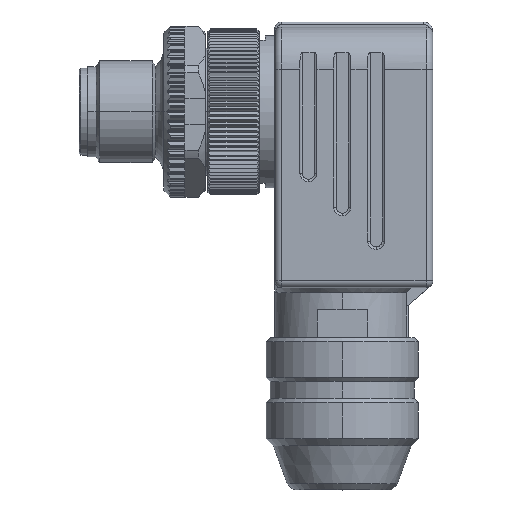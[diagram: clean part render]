
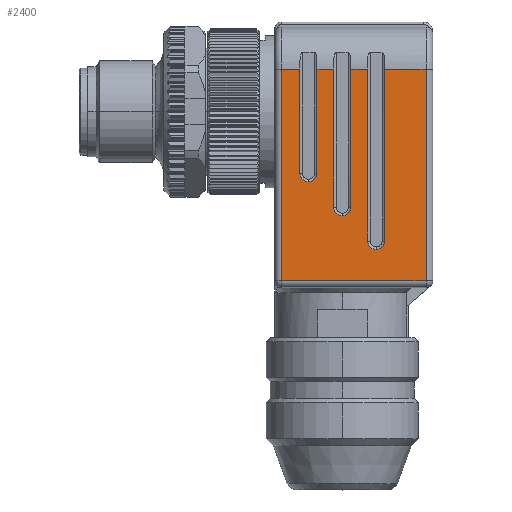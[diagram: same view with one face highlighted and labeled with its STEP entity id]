
A CAD part, top view. The second image highlights one B-rep face of the part: STEP entity #2400.
In plain terms, the highlighted face is planar.
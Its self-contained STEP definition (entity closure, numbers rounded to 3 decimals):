
#900=CARTESIAN_POINT('',(-39.3,-10.,20.8));
#910=DIRECTION('',(0.,-1.,0.));
#920=DIRECTION('',(0.,0.,-1.));
#930=AXIS2_PLACEMENT_3D('',#900,#910,#920);
#940=PLANE('',#930);
#950=CARTESIAN_POINT('',(-23.9,-10.,-10.));
#960=DIRECTION('',(0.,0.,-1.));
#970=VECTOR('',#960,1.);
#980=LINE('',#950,#970);
#990=CARTESIAN_POINT('',(-23.9,-10.,20.));
#1000=VERTEX_POINT('',#990);
#1010=CARTESIAN_POINT('',(-23.9,-10.,-5.));
#1020=VERTEX_POINT('',#1010);
#1030=EDGE_CURVE('',#1000,#1020,#980,.T.);
#1040=ORIENTED_EDGE('',*,*,#1030,.F.);
#1050=CARTESIAN_POINT('',(-39.3,-10.,-5.));
#1060=DIRECTION('',(1.,0.,0.));
#1070=VECTOR('',#1060,1.);
#1080=LINE('',#1050,#1070);
#1090=CARTESIAN_POINT('',(-26.1,-10.,-5.));
#1100=VERTEX_POINT('',#1090);
#1110=EDGE_CURVE('',#1100,#1020,#1080,.T.);
#1120=ORIENTED_EDGE('',*,*,#1110,.T.);
#1130=CARTESIAN_POINT('',(-26.1,-10.,-6.7));
#1140=DIRECTION('',(0.,0.,1.));
#1150=VECTOR('',#1140,1.);
#1160=LINE('',#1130,#1150);
#1170=CARTESIAN_POINT('',(-26.1,-10.,7.3));
#1180=VERTEX_POINT('',#1170);
#1190=EDGE_CURVE('',#1100,#1180,#1160,.T.);
#1200=ORIENTED_EDGE('',*,*,#1190,.F.);
#1210=CARTESIAN_POINT('',(-27.1,-10.,7.3));
#1220=DIRECTION('',(0.,-1.,0.));
#1230=DIRECTION('',(0.,0.,1.));
#1240=AXIS2_PLACEMENT_3D('',#1210,#1220,#1230);
#1250=CIRCLE('',#1240,1.);
#1260=CARTESIAN_POINT('',(-27.1,-10.,8.3));
#1270=VERTEX_POINT('',#1260);
#1280=EDGE_CURVE('',#1180,#1270,#1250,.T.);
#1290=ORIENTED_EDGE('',*,*,#1280,.F.);
#1300=CARTESIAN_POINT('',(-28.1,-10.,7.3));
#1310=VERTEX_POINT('',#1300);
#1320=EDGE_CURVE('',#1270,#1310,#1250,.T.);
#1330=ORIENTED_EDGE('',*,*,#1320,.F.);
#1340=CARTESIAN_POINT('',(-28.1,-10.,-6.7));
#1350=DIRECTION('',(0.,0.,1.));
#1360=VECTOR('',#1350,1.);
#1370=LINE('',#1340,#1360);
#1380=CARTESIAN_POINT('',(-28.1,-10.,-5.));
#1390=VERTEX_POINT('',#1380);
#1400=EDGE_CURVE('',#1390,#1310,#1370,.T.);
#1410=ORIENTED_EDGE('',*,*,#1400,.T.);
#1420=CARTESIAN_POINT('',(-39.3,-10.,-5.));
#1430=DIRECTION('',(1.,0.,0.));
#1440=VECTOR('',#1430,1.);
#1450=LINE('',#1420,#1440);
#1460=CARTESIAN_POINT('',(-30.1,-10.,-5.));
#1470=VERTEX_POINT('',#1460);
#1480=EDGE_CURVE('',#1470,#1390,#1450,.T.);
#1490=ORIENTED_EDGE('',*,*,#1480,.T.);
#1500=CARTESIAN_POINT('',(-30.1,-10.,-2.7));
#1510=DIRECTION('',(0.,0.,1.));
#1520=VECTOR('',#1510,1.);
#1530=LINE('',#1500,#1520);
#1540=CARTESIAN_POINT('',(-30.1,-10.,11.3));
#1550=VERTEX_POINT('',#1540);
#1560=EDGE_CURVE('',#1470,#1550,#1530,.T.);
#1570=ORIENTED_EDGE('',*,*,#1560,.F.);
#1580=CARTESIAN_POINT('',(-31.1,-10.,11.3));
#1590=DIRECTION('',(0.,-1.,0.));
#1600=DIRECTION('',(0.,0.,1.));
#1610=AXIS2_PLACEMENT_3D('',#1580,#1590,#1600);
#1620=CIRCLE('',#1610,1.);
#1630=CARTESIAN_POINT('',(-31.1,-10.,12.3));
#1640=VERTEX_POINT('',#1630);
#1650=EDGE_CURVE('',#1550,#1640,#1620,.T.);
#1660=ORIENTED_EDGE('',*,*,#1650,.F.);
#1670=CARTESIAN_POINT('',(-32.1,-10.,11.3));
#1680=VERTEX_POINT('',#1670);
#1690=EDGE_CURVE('',#1640,#1680,#1620,.T.);
#1700=ORIENTED_EDGE('',*,*,#1690,.F.);
#1710=CARTESIAN_POINT('',(-32.1,-10.,-2.7));
#1720=DIRECTION('',(0.,0.,1.));
#1730=VECTOR('',#1720,1.);
#1740=LINE('',#1710,#1730);
#1750=CARTESIAN_POINT('',(-32.1,-10.,-5.));
#1760=VERTEX_POINT('',#1750);
#1770=EDGE_CURVE('',#1760,#1680,#1740,.T.);
#1780=ORIENTED_EDGE('',*,*,#1770,.T.);
#1790=CARTESIAN_POINT('',(-39.3,-10.,-5.));
#1800=DIRECTION('',(1.,0.,0.));
#1810=VECTOR('',#1800,1.);
#1820=LINE('',#1790,#1810);
#1830=CARTESIAN_POINT('',(-34.1,-10.,-5.));
#1840=VERTEX_POINT('',#1830);
#1850=EDGE_CURVE('',#1840,#1760,#1820,.T.);
#1860=ORIENTED_EDGE('',*,*,#1850,.T.);
#1870=CARTESIAN_POINT('',(-34.1,-10.,1.3));
#1880=DIRECTION('',(0.,0.,1.));
#1890=VECTOR('',#1880,1.);
#1900=LINE('',#1870,#1890);
#1910=CARTESIAN_POINT('',(-34.1,-10.,15.3));
#1920=VERTEX_POINT('',#1910);
#1930=EDGE_CURVE('',#1840,#1920,#1900,.T.);
#1940=ORIENTED_EDGE('',*,*,#1930,.F.);
#1950=CARTESIAN_POINT('',(-35.1,-10.,15.3));
#1960=DIRECTION('',(0.,-1.,0.));
#1970=DIRECTION('',(0.,0.,1.));
#1980=AXIS2_PLACEMENT_3D('',#1950,#1960,#1970);
#1990=CIRCLE('',#1980,1.);
#2000=CARTESIAN_POINT('',(-35.1,-10.,16.3));
#2010=VERTEX_POINT('',#2000);
#2020=EDGE_CURVE('',#1920,#2010,#1990,.T.);
#2030=ORIENTED_EDGE('',*,*,#2020,.F.);
#2040=CARTESIAN_POINT('',(-36.1,-10.,15.3));
#2050=VERTEX_POINT('',#2040);
#2060=EDGE_CURVE('',#2010,#2050,#1990,.T.);
#2070=ORIENTED_EDGE('',*,*,#2060,.F.);
#2080=CARTESIAN_POINT('',(-36.1,-10.,1.3));
#2090=DIRECTION('',(0.,0.,1.));
#2100=VECTOR('',#2090,1.);
#2110=LINE('',#2080,#2100);
#2120=CARTESIAN_POINT('',(-36.1,-10.,-5.));
#2130=VERTEX_POINT('',#2120);
#2140=EDGE_CURVE('',#2130,#2050,#2110,.T.);
#2150=ORIENTED_EDGE('',*,*,#2140,.T.);
#2160=CARTESIAN_POINT('',(-39.3,-10.,-5.));
#2170=DIRECTION('',(1.,0.,0.));
#2180=VECTOR('',#2170,1.);
#2190=LINE('',#2160,#2180);
#2200=CARTESIAN_POINT('',(-41.,-10.,-5.));
#2210=VERTEX_POINT('',#2200);
#2220=EDGE_CURVE('',#2210,#2130,#2190,.T.);
#2230=ORIENTED_EDGE('',*,*,#2220,.T.);
#2240=CARTESIAN_POINT('',(-41.,-10.,10.4));
#2250=DIRECTION('',(0.,0.,-1.));
#2260=VECTOR('',#2250,1.);
#2270=LINE('',#2240,#2260);
#2280=CARTESIAN_POINT('',(-41.,-10.,20.));
#2290=VERTEX_POINT('',#2280);
#2300=EDGE_CURVE('',#2290,#2210,#2270,.T.);
#2310=ORIENTED_EDGE('',*,*,#2300,.T.);
#2320=CARTESIAN_POINT('',(-39.3,-10.,20.));
#2330=DIRECTION('',(-1.,0.,0.));
#2340=VECTOR('',#2330,1.);
#2350=LINE('',#2320,#2340);
#2360=EDGE_CURVE('',#1000,#2290,#2350,.T.);
#2370=ORIENTED_EDGE('',*,*,#2360,.T.);
#2380=EDGE_LOOP('',(#2370,#2310,#2230,#2150,#2070,#2030,#1940,#1860,
#1780,#1700,#1660,#1570,#1490,#1410,#1330,#1290,#1200,#1120,#1040));
#2390=FACE_OUTER_BOUND('',#2380,.T.);
#2400=ADVANCED_FACE('',(#2390),#940,.T.);
